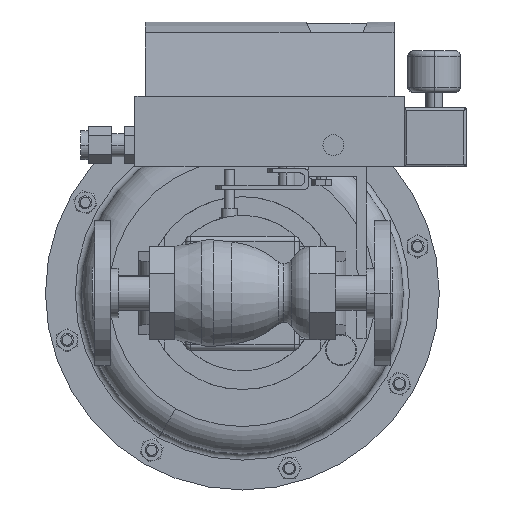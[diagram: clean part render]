
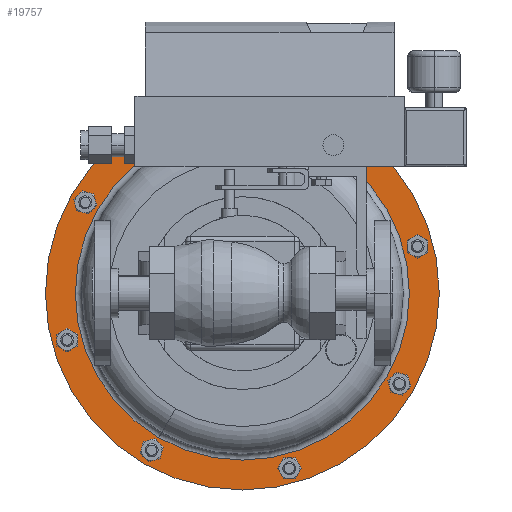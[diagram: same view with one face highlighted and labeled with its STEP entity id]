
A CAD part, front view. The second image highlights one B-rep face of the part: STEP entity #19757.
In plain terms, the highlighted planar face has unit normal (0, -1, 0).
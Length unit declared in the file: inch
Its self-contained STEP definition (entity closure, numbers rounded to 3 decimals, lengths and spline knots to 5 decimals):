
#749 = DIRECTION ( 'NONE',  ( 0., -1., 0. ) ) ;
#755 = AXIS2_PLACEMENT_3D ( 'NONE', #8845, #22834, #10860 ) ;
#1423 = EDGE_CURVE ( 'NONE', #24094, #3435, #3640, .T. ) ;
#1655 = DIRECTION ( 'NONE',  ( 0., 1., 0. ) ) ;
#1952 = EDGE_CURVE ( 'NONE', #3435, #24094, #23299, .T. ) ;
#1956 = CARTESIAN_POINT ( 'NONE',  ( 0., 8.835, 0. ) ) ;
#2143 = CARTESIAN_POINT ( 'NONE',  ( 0., 8.835, 0. ) ) ;
#2930 = CARTESIAN_POINT ( 'NONE',  ( 2.375, 8.835, 4.11362 ) ) ;
#3282 = CIRCLE ( 'NONE', #755, 4.75 ) ;
#3435 = VERTEX_POINT ( 'NONE', #18312 ) ;
#3640 = CIRCLE ( 'NONE', #22849, 4.029 ) ;
#3914 = AXIS2_PLACEMENT_3D ( 'NONE', #2143, #16168, #4161 ) ;
#3971 = DIRECTION ( 'NONE',  ( 0.5, 0., 0.866 ) ) ;
#4161 = DIRECTION ( 'NONE',  ( 0.5, 0., 0.866 ) ) ;
#6031 = FACE_BOUND ( 'NONE', #22148, .T. ) ;
#6616 = CIRCLE ( 'NONE', #25683, 4.75 ) ;
#6690 = PLANE ( 'NONE',  #22262 ) ;
#6696 = ORIENTED_EDGE ( 'NONE', *, *, #1952, .T. ) ;
#7631 = VERTEX_POINT ( 'NONE', #18210 ) ;
#8845 = CARTESIAN_POINT ( 'NONE',  ( 0., 8.835, 0. ) ) ;
#9041 = EDGE_CURVE ( 'NONE', #18664, #7631, #3282, .T. ) ;
#10161 = EDGE_CURVE ( 'NONE', #7631, #18664, #6616, .T. ) ;
#10860 = DIRECTION ( 'NONE',  ( 0.5, 0., 0.866 ) ) ;
#12710 = CARTESIAN_POINT ( 'NONE',  ( 4.11362, 8.835, -2.375 ) ) ;
#13641 = CARTESIAN_POINT ( 'NONE',  ( 0., 8.835, 0. ) ) ;
#14745 = DIRECTION ( 'NONE',  ( -0.5, 0., -0.866 ) ) ;
#15666 = DIRECTION ( 'NONE',  ( 0.5, 0., 0.866 ) ) ;
#15971 = DIRECTION ( 'NONE',  ( 0., 1., 0. ) ) ;
#16168 = DIRECTION ( 'NONE',  ( 0., 1., 0. ) ) ;
#16693 = FACE_OUTER_BOUND ( 'NONE', #19390, .T. ) ;
#17314 = ORIENTED_EDGE ( 'NONE', *, *, #10161, .F. ) ;
#17695 = ORIENTED_EDGE ( 'NONE', *, *, #9041, .F. ) ;
#18210 = CARTESIAN_POINT ( 'NONE',  ( -2.375, 8.835, -4.11362 ) ) ;
#18312 = CARTESIAN_POINT ( 'NONE',  ( -2.0145, 8.835, -3.48922 ) ) ;
#18586 = ORIENTED_EDGE ( 'NONE', *, *, #1423, .T. ) ;
#18664 = VERTEX_POINT ( 'NONE', #2930 ) ;
#19390 = EDGE_LOOP ( 'NONE', ( #17695, #17314 ) ) ;
#19757 = ADVANCED_FACE ( 'NONE', ( #6031, #16693 ), #6690, .T. ) ;
#20653 = CARTESIAN_POINT ( 'NONE',  ( 2.0145, 8.835, 3.48922 ) ) ;
#22148 = EDGE_LOOP ( 'NONE', ( #18586, #6696 ) ) ;
#22262 = AXIS2_PLACEMENT_3D ( 'NONE', #12710, #749, #14745 ) ;
#22834 = DIRECTION ( 'NONE',  ( 0., 1., 0. ) ) ;
#22849 = AXIS2_PLACEMENT_3D ( 'NONE', #13641, #1655, #15666 ) ;
#23299 = CIRCLE ( 'NONE', #3914, 4.029 ) ;
#24094 = VERTEX_POINT ( 'NONE', #20653 ) ;
#25683 = AXIS2_PLACEMENT_3D ( 'NONE', #1956, #15971, #3971 ) ;
